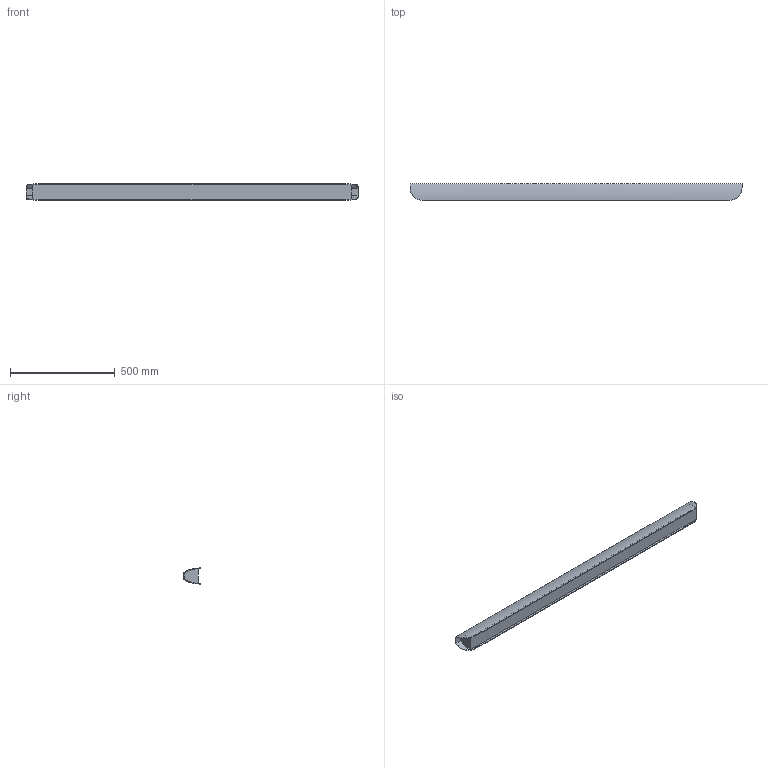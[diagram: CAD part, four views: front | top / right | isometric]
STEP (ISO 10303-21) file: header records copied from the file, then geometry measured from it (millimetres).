
FILE_DESCRIPTION (( 'STEP AP214' ), '1' );
FILE_NAME ('EAGLE LED 1500 CS 4000K.STEP', '2018-07-15T07:07:16', ( '' ), ( '' ), 'SwSTEP 2.0', 'SolidWorks 2013', '' );
FILE_SCHEMA (( 'AUTOMOTIVE_DESIGN' ));
Length unit declared in the file: millimetre
Products named in the file (1): EAGLE LED 1500 CS 4000K
Bounding box: 1584 x 79.06 x 77 mm (x, y, z)
Volume: 6694605.9 mm3; surface area: 476840.9 mm2
Topology: 1 solids, 1 shells, 18 faces, 48 edges, 32 vertices
Faces by surface type: plane 10, cylinder 8
Entity records: 842 total; most frequent: CARTESIAN_POINT 359, ORIENTED_EDGE 96, DIRECTION 90, EDGE_CURVE 48, VERTEX_POINT 32, AXIS2_PLACEMENT_3D 31, VECTOR 28, LINE 28
